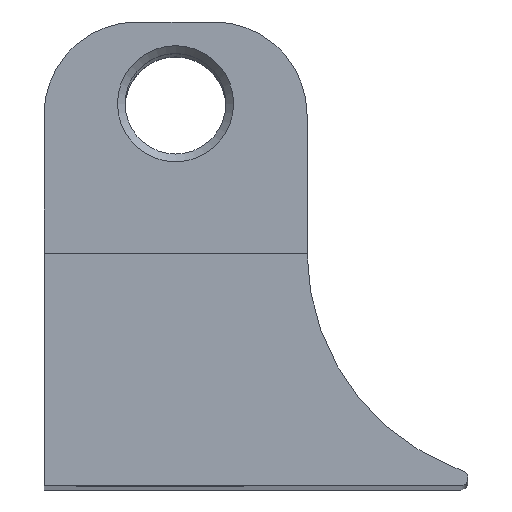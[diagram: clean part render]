
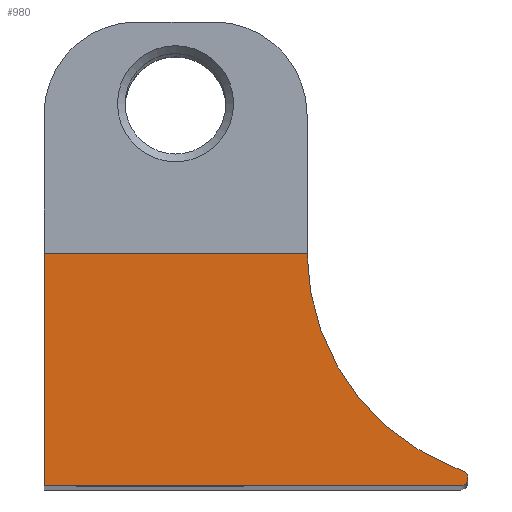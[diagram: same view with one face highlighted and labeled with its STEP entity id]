
A CAD part, top view. The second image highlights one B-rep face of the part: STEP entity #980.
In plain terms, the highlighted planar face has unit normal (0, 0, 1).
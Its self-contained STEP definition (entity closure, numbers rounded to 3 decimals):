
#56=CIRCLE('',#1064,1.);
#57=CIRCLE('',#1066,30.);
#112=FACE_OUTER_BOUND('',#176,.T.);
#176=EDGE_LOOP('',(#779,#780,#781,#782,#783,#784));
#224=LINE('',#1434,#326);
#247=LINE('',#1588,#349);
#273=LINE('',#1756,#375);
#274=LINE('',#1759,#376);
#326=VECTOR('',#1151,10.);
#349=VECTOR('',#1192,10.);
#375=VECTOR('',#1260,10.);
#376=VECTOR('',#1263,10.);
#422=VERTEX_POINT('',#1430);
#424=VERTEX_POINT('',#1433);
#444=VERTEX_POINT('',#1587);
#462=VERTEX_POINT('',#1751);
#463=VERTEX_POINT('',#1755);
#464=VERTEX_POINT('',#1757);
#517=EDGE_CURVE('',#424,#422,#224,.T.);
#544=EDGE_CURVE('',#444,#424,#247,.T.);
#576=EDGE_CURVE('',#462,#422,#56,.T.);
#577=EDGE_CURVE('',#462,#463,#273,.T.);
#578=EDGE_CURVE('',#463,#464,#57,.F.);
#579=EDGE_CURVE('',#464,#444,#274,.T.);
#779=ORIENTED_EDGE('',*,*,#576,.F.);
#780=ORIENTED_EDGE('',*,*,#577,.T.);
#781=ORIENTED_EDGE('',*,*,#578,.T.);
#782=ORIENTED_EDGE('',*,*,#579,.T.);
#783=ORIENTED_EDGE('',*,*,#544,.T.);
#784=ORIENTED_EDGE('',*,*,#517,.T.);
#935=PLANE('',#1065);
#980=ADVANCED_FACE('',(#112),#935,.T.);
#1064=AXIS2_PLACEMENT_3D('',#1753,#1256,#1257);
#1065=AXIS2_PLACEMENT_3D('',#1754,#1258,#1259);
#1066=AXIS2_PLACEMENT_3D('',#1758,#1261,#1262);
#1151=DIRECTION('',(1.,0.,0.));
#1192=DIRECTION('',(0.,-1.,0.));
#1256=DIRECTION('center_axis',(0.,0.,-1.));
#1257=DIRECTION('ref_axis',(0.982,-0.189,0.));
#1258=DIRECTION('center_axis',(0.,0.,1.));
#1259=DIRECTION('ref_axis',(-1.,0.,0.));
#1260=DIRECTION('',(-0.928,0.371,0.));
#1261=DIRECTION('center_axis',(0.,0.,1.));
#1262=DIRECTION('ref_axis',(-0.828,-0.561,0.));
#1263=DIRECTION('',(-1.,0.,0.));
#1430=CARTESIAN_POINT('',(19.807,-35.,15.));
#1433=CARTESIAN_POINT('',(-34.,-35.,15.));
#1434=CARTESIAN_POINT('',(0.,-35.,15.));
#1587=CARTESIAN_POINT('',(-34.,-5.,15.));
#1588=CARTESIAN_POINT('',(-34.,-5.,15.));
#1751=CARTESIAN_POINT('',(20.179,-33.072,15.));
#1753=CARTESIAN_POINT('Origin',(19.807,-34.,15.));
#1754=CARTESIAN_POINT('Origin',(0.,-5.,15.));
#1755=CARTESIAN_POINT('',(18.858,-32.543,15.));
#1756=CARTESIAN_POINT('',(25.,-35.,15.));
#1757=CARTESIAN_POINT('',(0.002,-5.,15.));
#1758=CARTESIAN_POINT('Origin',(30.,-4.689,15.));
#1759=CARTESIAN_POINT('',(-8.5,-5.,15.));
